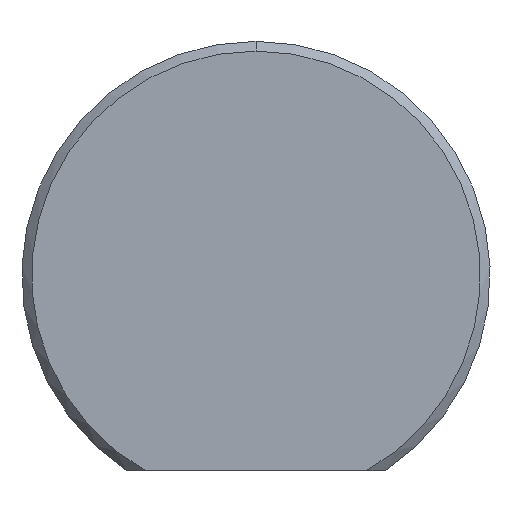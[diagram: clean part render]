
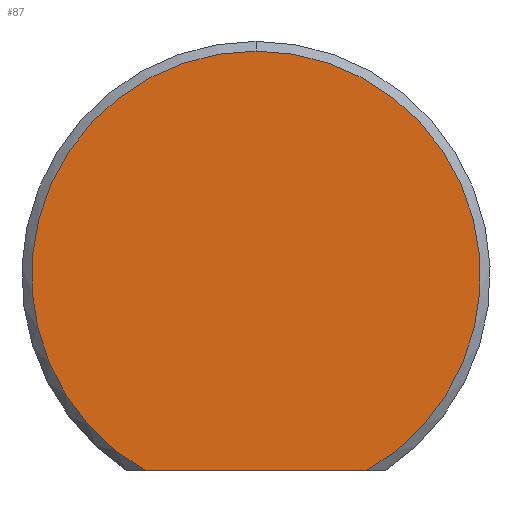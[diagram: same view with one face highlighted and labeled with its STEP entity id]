
A CAD part, front view. The second image highlights one B-rep face of the part: STEP entity #87.
In plain terms, the highlighted planar face has unit normal (0, -1, 0).
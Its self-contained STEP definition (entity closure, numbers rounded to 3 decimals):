
#1 = DIRECTION ( 'NONE',  ( 0., 0., 1. ) ) ;
#7 = LINE ( 'NONE', #185, #236 ) ;
#24 = VERTEX_POINT ( 'NONE', #25 ) ;
#25 = CARTESIAN_POINT ( 'NONE',  ( 0., 0., 2.875 ) ) ;
#29 = DIRECTION ( 'NONE',  ( 0., 1., 0. ) ) ;
#37 = DIRECTION ( 'NONE',  ( 0., 0., 1. ) ) ;
#51 = CIRCLE ( 'NONE', #117, 2.875 ) ;
#53 = EDGE_CURVE ( 'NONE', #110, #258, #7, .T. ) ;
#57 = CARTESIAN_POINT ( 'NONE',  ( 0., 0., 0. ) ) ;
#58 = DIRECTION ( 'NONE',  ( 0., -1., 0. ) ) ;
#87 = ADVANCED_FACE ( 'NONE', ( #146 ), #116, .F. ) ;
#110 = VERTEX_POINT ( 'NONE', #249 ) ;
#116 = PLANE ( 'NONE',  #261 ) ;
#117 = AXIS2_PLACEMENT_3D ( 'NONE', #57, #58, #231 ) ;
#120 = CARTESIAN_POINT ( 'NONE',  ( 1.42, 0., -2.5 ) ) ;
#129 = AXIS2_PLACEMENT_3D ( 'NONE', #272, #213, #37 ) ;
#146 = FACE_OUTER_BOUND ( 'NONE', #189, .T. ) ;
#148 = ORIENTED_EDGE ( 'NONE', *, *, #53, .T. ) ;
#153 = EDGE_CURVE ( 'NONE', #24, #110, #51, .T. ) ;
#162 = ORIENTED_EDGE ( 'NONE', *, *, #153, .T. ) ;
#185 = CARTESIAN_POINT ( 'NONE',  ( 0., 0., -2.5 ) ) ;
#189 = EDGE_LOOP ( 'NONE', ( #148, #203, #162 ) ) ;
#203 = ORIENTED_EDGE ( 'NONE', *, *, #207, .T. ) ;
#207 = EDGE_CURVE ( 'NONE', #258, #24, #250, .T. ) ;
#213 = DIRECTION ( 'NONE',  ( 0., -1., 0. ) ) ;
#231 = DIRECTION ( 'NONE',  ( 0., 0., 1. ) ) ;
#236 = VECTOR ( 'NONE', #245, 1000. ) ;
#245 = DIRECTION ( 'NONE',  ( 1., 0., 0. ) ) ;
#248 = CARTESIAN_POINT ( 'NONE',  ( 0., 0., 0. ) ) ;
#249 = CARTESIAN_POINT ( 'NONE',  ( -1.42, 0., -2.5 ) ) ;
#250 = CIRCLE ( 'NONE', #129, 2.875 ) ;
#258 = VERTEX_POINT ( 'NONE', #120 ) ;
#261 = AXIS2_PLACEMENT_3D ( 'NONE', #248, #29, #1 ) ;
#272 = CARTESIAN_POINT ( 'NONE',  ( 0., 0., 0. ) ) ;
